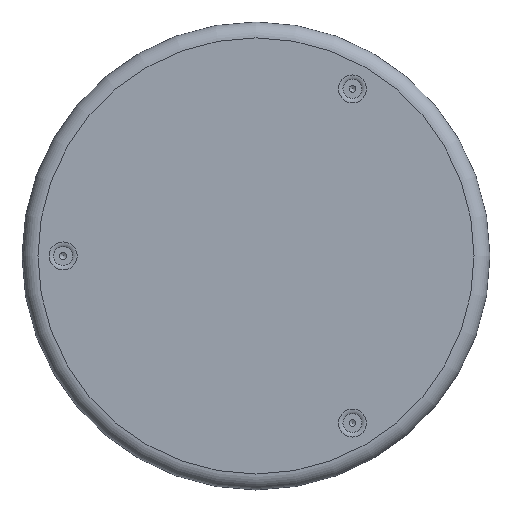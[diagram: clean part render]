
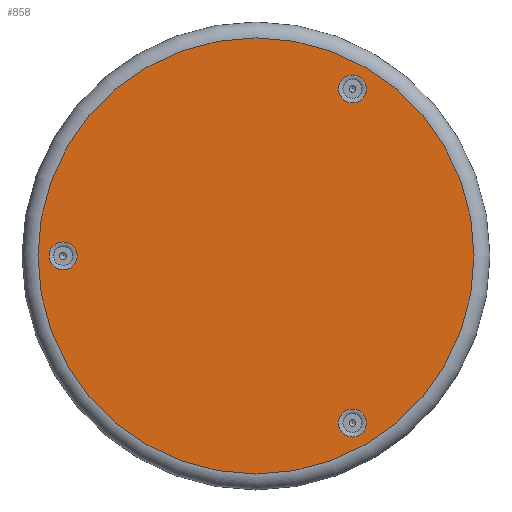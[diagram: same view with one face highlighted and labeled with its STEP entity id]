
A CAD part, top view. The second image highlights one B-rep face of the part: STEP entity #858.
In plain terms, the highlighted planar face has unit normal (0, 0, 1).
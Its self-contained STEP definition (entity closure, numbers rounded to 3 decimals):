
#858=ADVANCED_FACE('',(#6270,#6272,#6274,#6276),#6278,.T.);
#6270=FACE_BOUND('',#6271,.T.);
#6271=EDGE_LOOP('',(#7004));
#6272=FACE_BOUND('',#6273,.T.);
#6273=EDGE_LOOP('',(#7005));
#6274=FACE_BOUND('',#6275,.T.);
#6275=EDGE_LOOP('',(#7006));
#6276=FACE_BOUND('',#6277,.T.);
#6277=EDGE_LOOP('',(#7007));
#6278=PLANE('',#6279);
#6279=AXIS2_PLACEMENT_3D('',#6280,#6281,#6282);
#6280=CARTESIAN_POINT('',(0.,0.,1.5));
#6281=DIRECTION('',(0.,0.,1.));
#6282=DIRECTION('',(-1.,0.,0.));
#7004=ORIENTED_EDGE('',*,*,#7324,.T.);
#7005=ORIENTED_EDGE('',*,*,#7325,.T.);
#7006=ORIENTED_EDGE('',*,*,#7326,.T.);
#7007=ORIENTED_EDGE('',*,*,#7327,.F.);
#7324=EDGE_CURVE('',#7681,#7681,#7682,.T.);
#7325=EDGE_CURVE('',#7683,#7683,#7684,.F.);
#7326=EDGE_CURVE('',#7685,#7685,#7686,.F.);
#7327=EDGE_CURVE('',#7687,#7687,#7688,.T.);
#7681=VERTEX_POINT('',#12101);
#7682=CIRCLE('',#12102,130.);
#7683=VERTEX_POINT('',#12106);
#7684=CIRCLE('',#12107,8.355);
#7685=VERTEX_POINT('',#12111);
#7686=CIRCLE('',#12112,8.355);
#7687=VERTEX_POINT('',#12116);
#7688=CIRCLE('',#12117,8.355);
#12101=CARTESIAN_POINT('',(-130.,0.,1.5));
#12102=AXIS2_PLACEMENT_3D('',#12103,#12104,#12105);
#12103=CARTESIAN_POINT('',(0.,0.,1.5));
#12104=DIRECTION('',(0.,0.,1.));
#12105=DIRECTION('',(-1.,0.,0.));
#12106=CARTESIAN_POINT('',(61.678,106.829,1.5));
#12107=AXIS2_PLACEMENT_3D('',#12108,#12109,#12110);
#12108=CARTESIAN_POINT('',(57.5,99.593,1.5));
#12109=DIRECTION('',(0.,0.,1.));
#12110=DIRECTION('',(0.5,0.866,0.));
#12111=CARTESIAN_POINT('',(61.678,-106.829,1.5));
#12112=AXIS2_PLACEMENT_3D('',#12113,#12114,#12115);
#12113=CARTESIAN_POINT('',(57.5,-99.593,1.5));
#12114=DIRECTION('',(0.,0.,1.));
#12115=DIRECTION('',(0.5,-0.866,0.));
#12116=CARTESIAN_POINT('',(-123.355,0.,1.5));
#12117=AXIS2_PLACEMENT_3D('',#12118,#12119,#12120);
#12118=CARTESIAN_POINT('',(-115.,0.,1.5));
#12119=DIRECTION('',(0.,0.,1.));
#12120=DIRECTION('',(-1.,0.,0.));
